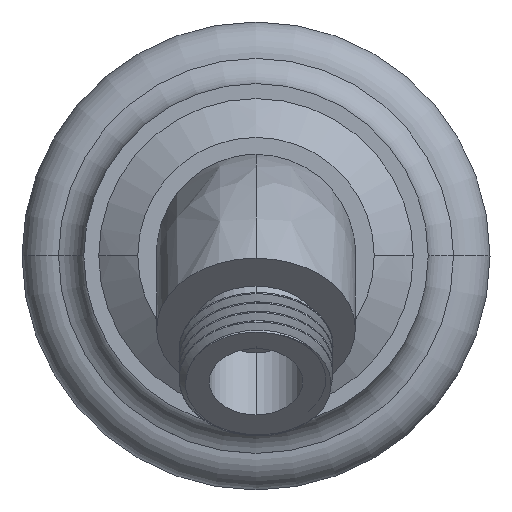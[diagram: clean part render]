
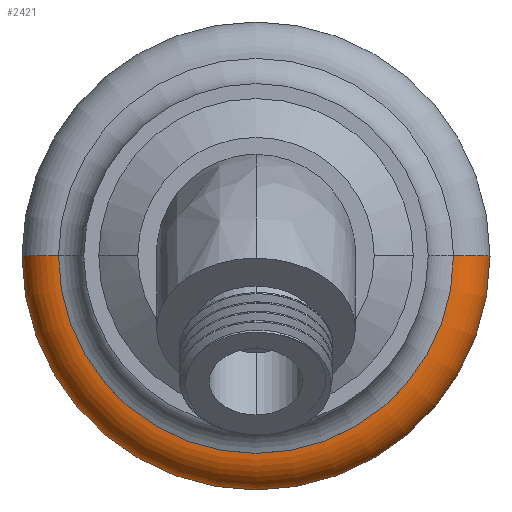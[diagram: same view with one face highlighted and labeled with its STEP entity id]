
A CAD part, top view. The second image highlights one B-rep face of the part: STEP entity #2421.
In plain terms, the highlighted toroidal (fillet/blend) face has major radius 26.67 mm and minor radius 5.08 mm.
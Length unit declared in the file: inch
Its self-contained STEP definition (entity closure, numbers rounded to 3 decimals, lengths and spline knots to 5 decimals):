
#428=CARTESIAN_POINT('',(0.,0.,0.215));
#429=DIRECTION('',(0.,0.,-1.));
#430=DIRECTION('',(1.,0.,0.));
#431=AXIS2_PLACEMENT_3D('',#428,#429,#430);
#458=CARTESIAN_POINT('',(1.05,0.,0.01506));
#459=DIRECTION('',(0.,-1.,0.));
#460=DIRECTION('',(1.,0.,0.));
#461=AXIS2_PLACEMENT_3D('',#458,#459,#460);
#466=CARTESIAN_POINT('',(-1.05,0.,0.01506));
#467=DIRECTION('',(0.,1.,0.));
#468=DIRECTION('',(-1.,0.,0.));
#469=AXIS2_PLACEMENT_3D('',#466,#467,#468);
#482=CARTESIAN_POINT('',(0.,0.,0.015));
#483=DIRECTION('',(0.,0.,-1.));
#484=DIRECTION('',(1.,0.,0.));
#485=AXIS2_PLACEMENT_3D('',#482,#483,#484);
#1812=CARTESIAN_POINT('',(1.25,0.,0.015));
#1813=CARTESIAN_POINT('',(1.055,0.,0.215));
#1814=VERTEX_POINT('',#1812);
#1815=VERTEX_POINT('',#1813);
#1826=CARTESIAN_POINT('',(-1.25,0.,0.015));
#1827=CARTESIAN_POINT('',(-1.055,0.,0.215));
#1828=VERTEX_POINT('',#1826);
#1829=VERTEX_POINT('',#1827);
#2409=CARTESIAN_POINT('',(0.,0.,0.01506));
#2410=DIRECTION('',(0.,0.,-1.));
#2411=DIRECTION('',(-1.,0.,0.));
#2412=AXIS2_PLACEMENT_3D('',#2409,#2410,#2411);
#2413=TOROIDAL_SURFACE('',#2412,1.05,0.2);
#2414=ORIENTED_EDGE('',*,*,#2399,.F.);
#2416=ORIENTED_EDGE('',*,*,#2415,.T.);
#2417=ORIENTED_EDGE('',*,*,#2402,.T.);
#2418=ORIENTED_EDGE('',*,*,#2373,.F.);
#2419=EDGE_LOOP('',(#2414,#2416,#2417,#2418));
#2420=FACE_OUTER_BOUND('',#2419,.F.);
#432=CIRCLE('',#431,1.055);
#462=CIRCLE('',#461,0.2);
#470=CIRCLE('',#469,0.2);
#486=CIRCLE('',#485,1.25);
#2373=EDGE_CURVE('',#1815,#1829,#432,.T.);
#2399=EDGE_CURVE('',#1814,#1815,#462,.T.);
#2402=EDGE_CURVE('',#1828,#1829,#470,.T.);
#2415=EDGE_CURVE('',#1814,#1828,#486,.T.);
#2421=ADVANCED_FACE('',(#2420),#2413,.T.);
